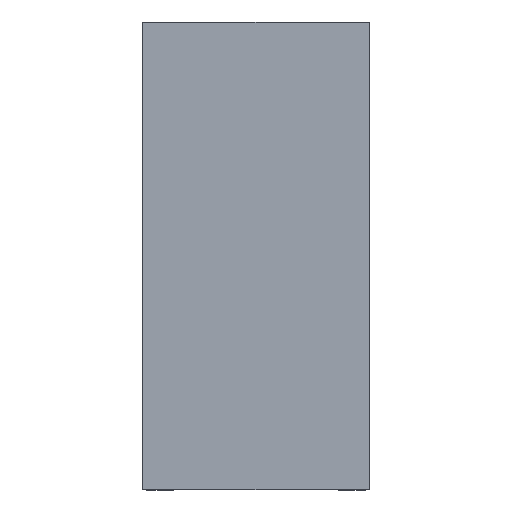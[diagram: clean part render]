
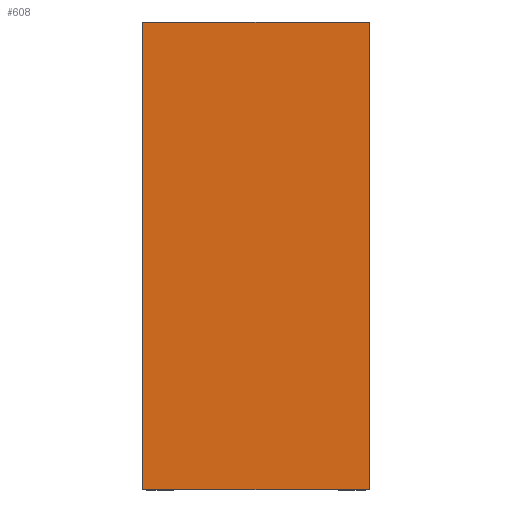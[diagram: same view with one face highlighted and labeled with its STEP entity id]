
A CAD part, top view. The second image highlights one B-rep face of the part: STEP entity #608.
In plain terms, the highlighted planar face has unit normal (0, 0, 1).
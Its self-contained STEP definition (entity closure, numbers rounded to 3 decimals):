
#581=AXIS2_PLACEMENT_3D('Plane Axis2P3D',#578,#579,#580) ;
#242=CARTESIAN_POINT('Vertex',(-0.1,12.2,4.8)) ;
#245=CARTESIAN_POINT('Line Origine',(2.85,12.2,4.8)) ;
#249=CARTESIAN_POINT('Vertex',(5.8,12.2,4.8)) ;
#578=CARTESIAN_POINT('Axis2P3D Location',(-0.1,6.1,4.8)) ;
#583=CARTESIAN_POINT('Line Origine',(5.8,6.1,4.8)) ;
#587=CARTESIAN_POINT('Vertex',(5.8,0.,4.8)) ;
#590=CARTESIAN_POINT('Line Origine',(-0.1,6.1,4.8)) ;
#594=CARTESIAN_POINT('Vertex',(-0.1,0.,4.8)) ;
#597=CARTESIAN_POINT('Line Origine',(2.85,0.,4.8)) ;
#246=DIRECTION('Vector Direction',(1.,0.,0.)) ;
#579=DIRECTION('Axis2P3D Direction',(0.,0.,-1.)) ;
#580=DIRECTION('Axis2P3D XDirection',(1.,0.,0.)) ;
#584=DIRECTION('Vector Direction',(0.,-1.,0.)) ;
#591=DIRECTION('Vector Direction',(0.,-1.,0.)) ;
#598=DIRECTION('Vector Direction',(1.,0.,0.)) ;
#247=VECTOR('Line Direction',#246,1.) ;
#585=VECTOR('Line Direction',#584,1.) ;
#592=VECTOR('Line Direction',#591,1.) ;
#599=VECTOR('Line Direction',#598,1.) ;
#603=ORIENTED_EDGE('',*,*,#589,.F.) ;
#604=ORIENTED_EDGE('',*,*,#251,.T.) ;
#605=ORIENTED_EDGE('',*,*,#596,.T.) ;
#606=ORIENTED_EDGE('',*,*,#601,.F.) ;
#608=ADVANCED_FACE('S3D_gedreht',(#607),#582,.F.) ;
#251=EDGE_CURVE('',#250,#243,#248,.F.) ;
#589=EDGE_CURVE('',#250,#588,#586,.T.) ;
#596=EDGE_CURVE('',#243,#595,#593,.T.) ;
#601=EDGE_CURVE('',#588,#595,#600,.F.) ;
#602=EDGE_LOOP('',(#603,#604,#605,#606)) ;
#607=FACE_OUTER_BOUND('',#602,.T.) ;
#248=LINE('Line',#245,#247) ;
#586=LINE('Line',#583,#585) ;
#593=LINE('Line',#590,#592) ;
#600=LINE('Line',#597,#599) ;
#582=PLANE('',#581) ;
#243=VERTEX_POINT('',#242) ;
#250=VERTEX_POINT('',#249) ;
#588=VERTEX_POINT('',#587) ;
#595=VERTEX_POINT('',#594) ;
